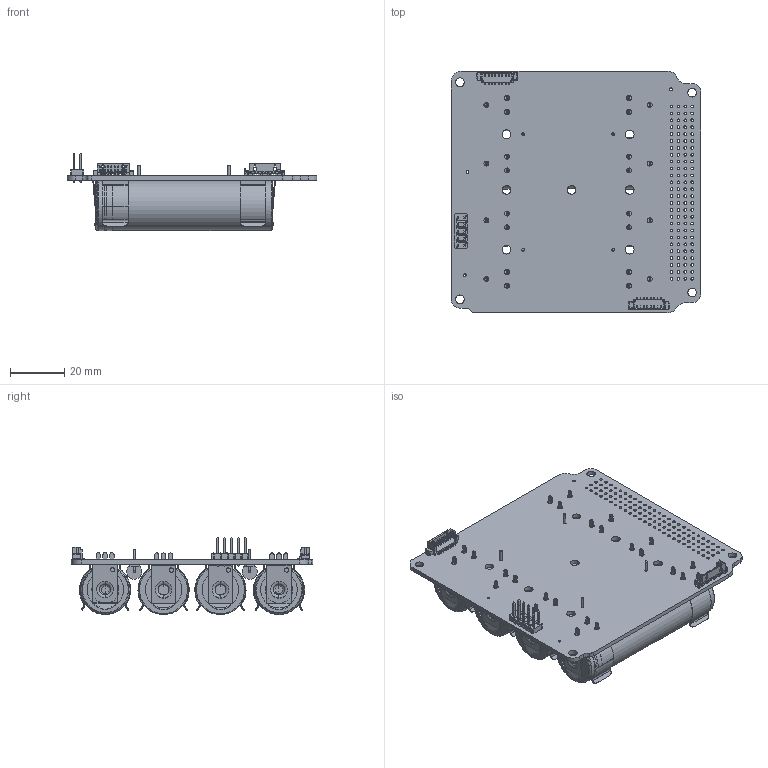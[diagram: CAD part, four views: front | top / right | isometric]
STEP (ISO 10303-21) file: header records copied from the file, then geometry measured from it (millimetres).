
FILE_DESCRIPTION(('Open CASCADE Model'),'2;1');
FILE_NAME('Open CASCADE Shape Model','2020-09-28T22:49:05',('Author'),( 'Open CASCADE'),'Open CASCADE STEP processor 6.8','Open CASCADE 6.8' ,'Unknown');
FILE_SCHEMA(('AUTOMOTIVE_DESIGN { 1 0 10303 214 1 1 1 1 }'));
Length unit declared in the file: millimetre
Products named in the file (31): PCB; Boardboard_layout; RTD3board_layout; 6329703040; term1; term2; body; RTD4board_layout; 6329707648; RTD2board_layout; RTD1board_layout; JRTDboard_layout; 6329709568; JHeaterboard_layout; 6329701504; J1board_layout; 67996-x10_asm_RGB13421772; Heater2board_layout; 6329703232; SimpleBody; Sweep1; Sweep2; Heater1board_layout; Free-Models; Samsung_INR18650-29R; KEYELCO_54
Assembly tree (43 placements, depth 4):
  PCB
    Boardboard_layout
    RTD3board_layout
      6329703040
        term1
        term2
        body
    RTD4board_layout
      6329707648
        term1
        term2
        body
    RTD2board_layout
      6329703040
        term1
        term2
        body
    RTD1board_layout
      6329707648
        term1
        term2
        body
    JRTDboard_layout
      6329709568
      6329709568
    JHeaterboard_layout
      6329701504
      6329701504
    J1board_layout
      67996-x10_asm_RGB13421772
    Heater2board_layout
      6329703232
        SimpleBody
        Sweep1
        Sweep2
    Heater1board_layout
      6329703232
        SimpleBody
        Sweep1
        Sweep2
    Free-Models
      Samsung_INR18650-29R  x4
      KEYELCO_54  x8
Bounding box: 92.15 x 89.13 x 28.47 mm (x, y, z)
Volume: 82417.5 mm3; surface area: 49192.9 mm2
Topology: 34 solids, 34 shells, 2471 faces, 7927 edges, 5888 vertices
Faces by surface type: plane 1527, cylinder 824, torus 66, sphere 32, cone 20, revolution 2
Full cylindrical faces by diameter (mm): 0.864 x8, 1 x121, 1.83 x24, 3 x4, 3.2 x11, 5.537 x2, 10 x4, 13.5 x8, 17.08 x4, 18.32 x4, 18.38 x8
Entity records: 59989 total; most frequent: CARTESIAN_POINT 16266, ORIENTED_EDGE 8312, DIRECTION 7513, EDGE_CURVE 4156, LINE 3166, VECTOR 3166, VERTEX_POINT 2843, AXIS2_PLACEMENT_3D 2173
